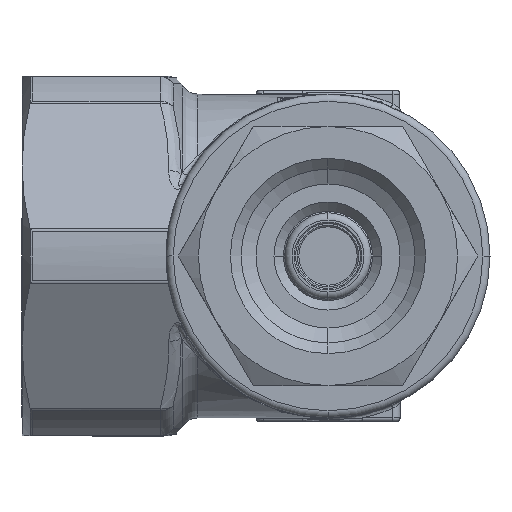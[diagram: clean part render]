
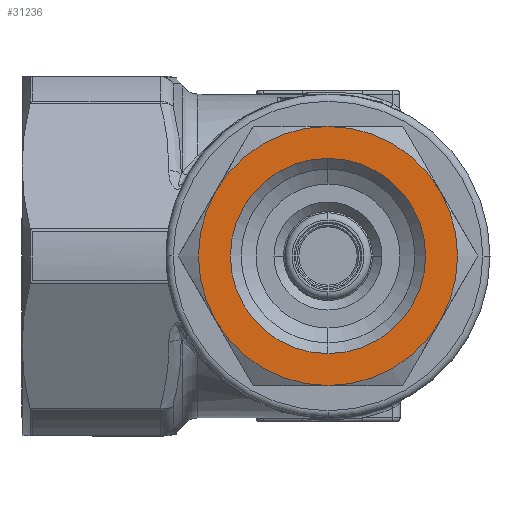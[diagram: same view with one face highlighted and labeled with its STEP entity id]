
A CAD part, front view. The second image highlights one B-rep face of the part: STEP entity #31236.
In plain terms, the highlighted planar face has unit normal (0, -1, 0).
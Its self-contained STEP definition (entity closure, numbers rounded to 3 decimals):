
#300 = CARTESIAN_POINT ( 'NONE',  ( 0., -38., 0. ) ) ;
#302 = DIRECTION ( 'NONE',  ( 0., 1., 0. ) ) ;
#303 = DIRECTION ( 'NONE',  ( 0., 0., 1. ) ) ;
#1267 = CARTESIAN_POINT ( 'NONE',  ( 0., -38., -18. ) ) ;
#1273 = CARTESIAN_POINT ( 'NONE',  ( 0., -38., 18. ) ) ;
#1278 = CARTESIAN_POINT ( 'NONE',  ( -15.588, -38., -9. ) ) ;
#1280 = CARTESIAN_POINT ( 'NONE',  ( 15.588, -38., 9. ) ) ;
#1331 = CARTESIAN_POINT ( 'NONE',  ( 15.588, -38., -9. ) ) ;
#1382 = CARTESIAN_POINT ( 'NONE',  ( -15.588, -38., 9. ) ) ;
#4265 = EDGE_LOOP ( 'NONE', ( #21553, #21537 ) ) ;
#4272 = EDGE_LOOP ( 'NONE', ( #21543, #21551, #21545, #21575, #21554, #21580 ) ) ;
#6561 = CIRCLE ( 'NONE', #6564, 13.56 ) ;
#6564 = AXIS2_PLACEMENT_3D ( 'NONE', #300, #302, #303 ) ;
#8277 = CIRCLE ( 'NONE', #8279, 18. ) ;
#8279 = AXIS2_PLACEMENT_3D ( 'NONE', #19936, #19937, #19938 ) ;
#8295 = CIRCLE ( 'NONE', #8297, 18. ) ;
#8297 = AXIS2_PLACEMENT_3D ( 'NONE', #34563, #34564, #34565 ) ;
#8338 = CIRCLE ( 'NONE', #8341, 18. ) ;
#8341 = AXIS2_PLACEMENT_3D ( 'NONE', #34700, #34701, #34702 ) ;
#8348 = CIRCLE ( 'NONE', #8352, 18. ) ;
#8352 = AXIS2_PLACEMENT_3D ( 'NONE', #34723, #34724, #34725 ) ;
#11027 = EDGE_CURVE ( 'NONE', #12943, #12946, #16873, .T. ) ;
#11132 = EDGE_CURVE ( 'NONE', #12938, #12969, #8277, .T. ) ;
#11141 = EDGE_CURVE ( 'NONE', #12969, #12946, #8295, .T. ) ;
#11170 = EDGE_CURVE ( 'NONE', #12943, #12991, #8338, .T. ) ;
#11177 = EDGE_CURVE ( 'NONE', #12991, #12945, #8348, .T. ) ;
#11300 = EDGE_CURVE ( 'NONE', #12945, #12938, #34474, .T. ) ;
#11363 = EDGE_CURVE ( 'NONE', #32638, #32640, #6561, .T. ) ;
#12938 = VERTEX_POINT ( 'NONE', #1267 ) ;
#12943 = VERTEX_POINT ( 'NONE', #1273 ) ;
#12945 = VERTEX_POINT ( 'NONE', #1278 ) ;
#12946 = VERTEX_POINT ( 'NONE', #1280 ) ;
#12969 = VERTEX_POINT ( 'NONE', #1331 ) ;
#12991 = VERTEX_POINT ( 'NONE', #1382 ) ;
#16808 = AXIS2_PLACEMENT_3D ( 'NONE', #36758, #36759, #36760 ) ;
#16873 = CIRCLE ( 'NONE', #16808, 18. ) ;
#19936 = CARTESIAN_POINT ( 'NONE',  ( 0., -38., 0. ) ) ;
#19937 = DIRECTION ( 'NONE',  ( 0., -1., 0. ) ) ;
#19938 = DIRECTION ( 'NONE',  ( 0., 0., 1. ) ) ;
#21537 = ORIENTED_EDGE ( 'NONE', *, *, #11363, .T. ) ;
#21543 = ORIENTED_EDGE ( 'NONE', *, *, #11027, .F. ) ;
#21545 = ORIENTED_EDGE ( 'NONE', *, *, #11177, .T. ) ;
#21551 = ORIENTED_EDGE ( 'NONE', *, *, #11170, .T. ) ;
#21553 = ORIENTED_EDGE ( 'NONE', *, *, #31465, .T. ) ;
#21554 = ORIENTED_EDGE ( 'NONE', *, *, #11132, .T. ) ;
#21575 = ORIENTED_EDGE ( 'NONE', *, *, #11300, .T. ) ;
#21580 = ORIENTED_EDGE ( 'NONE', *, *, #11141, .T. ) ;
#26436 = AXIS2_PLACEMENT_3D ( 'NONE', #27300, #27301, #27302 ) ;
#27288 = FACE_BOUND ( 'NONE', #4265, .T. ) ;
#27290 = FACE_OUTER_BOUND ( 'NONE', #4272, .T. ) ;
#27291 = PLANE ( 'NONE',  #26436 ) ;
#27300 = CARTESIAN_POINT ( 'NONE',  ( 31.177, -38., 18. ) ) ;
#27301 = DIRECTION ( 'NONE',  ( 0., 1., 0. ) ) ;
#27302 = DIRECTION ( 'NONE',  ( 0., 0., 1. ) ) ;
#30071 = CIRCLE ( 'NONE', #30074, 13.56 ) ;
#30074 = AXIS2_PLACEMENT_3D ( 'NONE', #32201, #32202, #32203 ) ;
#31236 = ADVANCED_FACE ( 'NONE', ( #27288, #27290 ), #27291, .F. ) ;
#31465 = EDGE_CURVE ( 'NONE', #32640, #32638, #30071, .T. ) ;
#32201 = CARTESIAN_POINT ( 'NONE',  ( 0., -38., 0. ) ) ;
#32202 = DIRECTION ( 'NONE',  ( 0., 1., 0. ) ) ;
#32203 = DIRECTION ( 'NONE',  ( 0., 0., 1. ) ) ;
#32638 = VERTEX_POINT ( 'NONE', #32865 ) ;
#32640 = VERTEX_POINT ( 'NONE', #32867 ) ;
#32865 = CARTESIAN_POINT ( 'NONE',  ( 0., -38., 13.56 ) ) ;
#32867 = CARTESIAN_POINT ( 'NONE',  ( 0., -38., -13.56 ) ) ;
#33310 = CARTESIAN_POINT ( 'NONE',  ( 0., -38., 0. ) ) ;
#33311 = DIRECTION ( 'NONE',  ( 0., -1., 0. ) ) ;
#33312 = DIRECTION ( 'NONE',  ( 0., 0., 1. ) ) ;
#34474 = CIRCLE ( 'NONE', #34476, 18. ) ;
#34476 = AXIS2_PLACEMENT_3D ( 'NONE', #33310, #33311, #33312 ) ;
#34563 = CARTESIAN_POINT ( 'NONE',  ( 0., -38., 0. ) ) ;
#34564 = DIRECTION ( 'NONE',  ( 0., -1., 0. ) ) ;
#34565 = DIRECTION ( 'NONE',  ( 0., 0., 1. ) ) ;
#34700 = CARTESIAN_POINT ( 'NONE',  ( 0., -38., 0. ) ) ;
#34701 = DIRECTION ( 'NONE',  ( 0., -1., 0. ) ) ;
#34702 = DIRECTION ( 'NONE',  ( 0., 0., 1. ) ) ;
#34723 = CARTESIAN_POINT ( 'NONE',  ( 0., -38., 0. ) ) ;
#34724 = DIRECTION ( 'NONE',  ( 0., -1., 0. ) ) ;
#34725 = DIRECTION ( 'NONE',  ( 0., 0., 1. ) ) ;
#36758 = CARTESIAN_POINT ( 'NONE',  ( 0., -38., 0. ) ) ;
#36759 = DIRECTION ( 'NONE',  ( 0., 1., 0. ) ) ;
#36760 = DIRECTION ( 'NONE',  ( 0., 0., 1. ) ) ;
